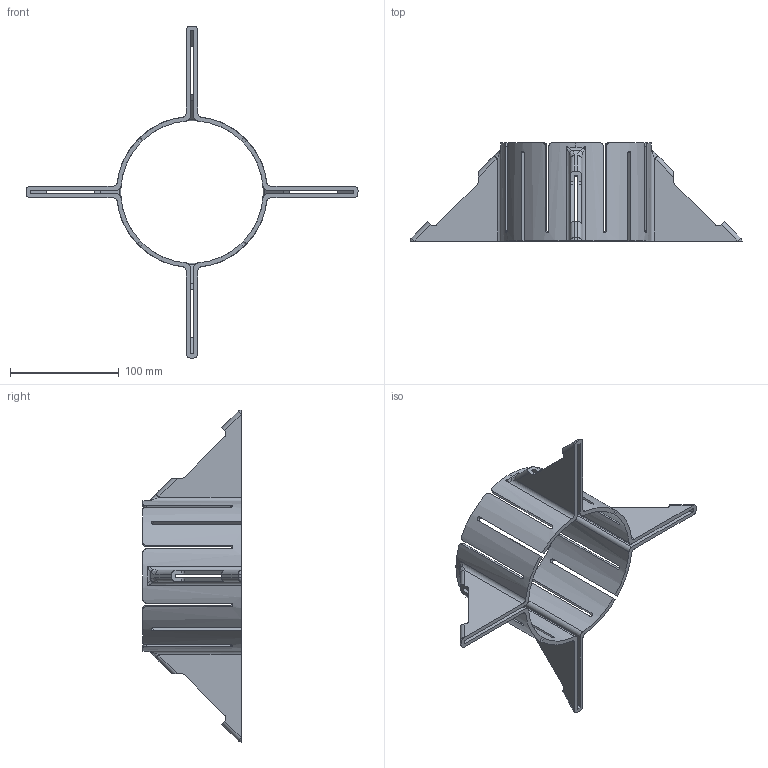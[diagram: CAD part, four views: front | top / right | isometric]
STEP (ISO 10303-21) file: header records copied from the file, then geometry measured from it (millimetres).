
FILE_DESCRIPTION (( 'STEP AP214' ), '1' );
FILE_NAME ('heck_you_JC.STEP', '2024-02-01T22:36:36', ( '' ), ( '' ), 'SwSTEP 2.0', 'SolidWorks 2023', '' );
FILE_SCHEMA (( 'AUTOMOTIVE_DESIGN' ));
Length unit declared in the file: inch
Products named in the file (1): heck_you_JC
Bounding box: 304.69 x 90.17 x 304.69 mm (x, y, z)
Volume: 218682.3 mm3; surface area: 130832.7 mm2
Topology: 1 solids, 1 shells, 204 faces, 588 edges, 368 vertices
Faces by surface type: plane 88, cylinder 84, bspline 24, sphere 8
Entity records: 8201 total; most frequent: CARTESIAN_POINT 3171, ORIENTED_EDGE 1160, DIRECTION 942, EDGE_CURVE 580, VERTEX_POINT 368, VECTOR 316, LINE 316, AXIS2_PLACEMENT_3D 313
